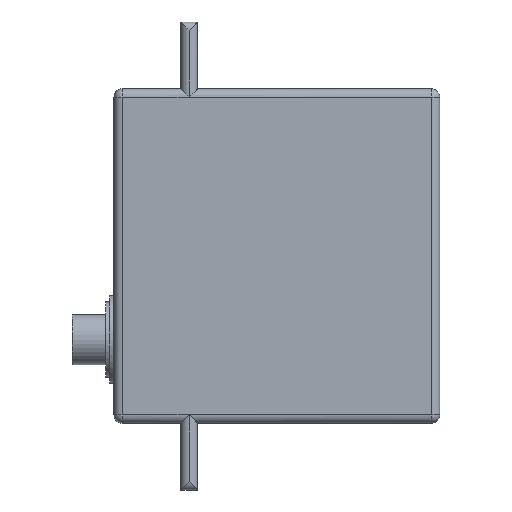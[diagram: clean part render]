
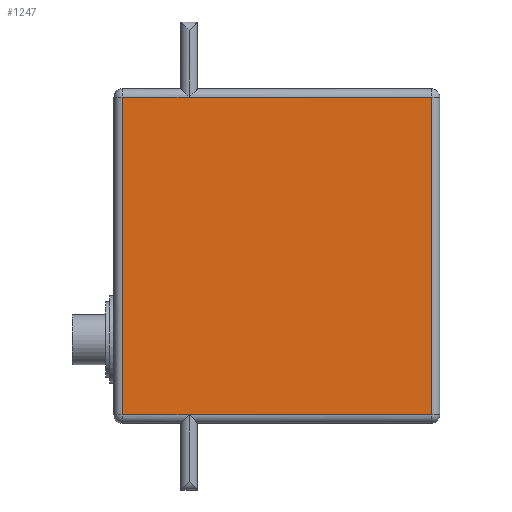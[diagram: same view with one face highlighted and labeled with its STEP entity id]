
A CAD part, left-side view. The second image highlights one B-rep face of the part: STEP entity #1247.
In plain terms, the highlighted planar face has unit normal (-1, 0, 0).
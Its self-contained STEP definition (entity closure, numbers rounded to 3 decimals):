
#32 = VERTEX_POINT ( 'NONE', #1287 ) ;
#137 = VERTEX_POINT ( 'NONE', #643 ) ;
#177 = EDGE_CURVE ( 'NONE', #1724, #4214, #3459, .T. ) ;
#283 = LINE ( 'NONE', #3358, #2999 ) ;
#287 = CARTESIAN_POINT ( 'NONE',  ( 0., 11.5, -19. ) ) ;
#303 = VECTOR ( 'NONE', #1720, 1000. ) ;
#358 = DIRECTION ( 'NONE',  ( 0., 1., 0. ) ) ;
#435 = DIRECTION ( 'NONE',  ( -1., 0., 0. ) ) ;
#461 = DIRECTION ( 'NONE',  ( 0., -1., 0. ) ) ;
#488 = EDGE_CURVE ( 'NONE', #32, #2323, #3310, .T. ) ;
#643 = CARTESIAN_POINT ( 'NONE',  ( 0., 10.5, -19. ) ) ;
#1009 = EDGE_CURVE ( 'NONE', #2323, #1724, #4319, .T. ) ;
#1056 = ORIENTED_EDGE ( 'NONE', *, *, #177, .T. ) ;
#1247 = ADVANCED_FACE ( 'NONE', ( #3532 ), #3509, .T. ) ;
#1280 = DIRECTION ( 'NONE',  ( 0., 1., 0. ) ) ;
#1287 = CARTESIAN_POINT ( 'NONE',  ( 0., -18.5, 19. ) ) ;
#1409 = ORIENTED_EDGE ( 'NONE', *, *, #488, .T. ) ;
#1525 = VECTOR ( 'NONE', #1280, 1000. ) ;
#1669 = ORIENTED_EDGE ( 'NONE', *, *, #3239, .T. ) ;
#1686 = DIRECTION ( 'NONE',  ( 0., 0., 1. ) ) ;
#1713 = CARTESIAN_POINT ( 'NONE',  ( 0., 18.5, -19. ) ) ;
#1720 = DIRECTION ( 'NONE',  ( 0., 0., -1. ) ) ;
#1724 = VERTEX_POINT ( 'NONE', #2627 ) ;
#1816 = ORIENTED_EDGE ( 'NONE', *, *, #4136, .T. ) ;
#2073 = AXIS2_PLACEMENT_3D ( 'NONE', #3091, #435, #3445 ) ;
#2081 = CARTESIAN_POINT ( 'NONE',  ( 0., 10.5, 19. ) ) ;
#2122 = CARTESIAN_POINT ( 'NONE',  ( 0., -19.5, -19. ) ) ;
#2312 = CARTESIAN_POINT ( 'NONE',  ( 0., 19.5, 19. ) ) ;
#2323 = VERTEX_POINT ( 'NONE', #2081 ) ;
#2346 = DIRECTION ( 'NONE',  ( 0., -1., 0. ) ) ;
#2595 = EDGE_CURVE ( 'NONE', #3393, #32, #283, .T. ) ;
#2627 = CARTESIAN_POINT ( 'NONE',  ( 0., 18.5, 19. ) ) ;
#2787 = LINE ( 'NONE', #2122, #3352 ) ;
#2999 = VECTOR ( 'NONE', #1686, 1000. ) ;
#3067 = CARTESIAN_POINT ( 'NONE',  ( 0., 9.5, 19. ) ) ;
#3091 = CARTESIAN_POINT ( 'NONE',  ( 0., 0., 0. ) ) ;
#3189 = ORIENTED_EDGE ( 'NONE', *, *, #1009, .T. ) ;
#3239 = EDGE_CURVE ( 'NONE', #137, #3393, #2787, .T. ) ;
#3302 = LINE ( 'NONE', #287, #3575 ) ;
#3310 = LINE ( 'NONE', #3067, #1525 ) ;
#3352 = VECTOR ( 'NONE', #461, 1000. ) ;
#3358 = CARTESIAN_POINT ( 'NONE',  ( 0., -18.5, 20. ) ) ;
#3393 = VERTEX_POINT ( 'NONE', #3937 ) ;
#3445 = DIRECTION ( 'NONE',  ( 0., 0., 1. ) ) ;
#3459 = LINE ( 'NONE', #3766, #303 ) ;
#3509 = PLANE ( 'NONE',  #2073 ) ;
#3532 = FACE_OUTER_BOUND ( 'NONE', #4113, .T. ) ;
#3575 = VECTOR ( 'NONE', #2346, 1000. ) ;
#3766 = CARTESIAN_POINT ( 'NONE',  ( 0., 18.5, -20. ) ) ;
#3937 = CARTESIAN_POINT ( 'NONE',  ( 0., -18.5, -19. ) ) ;
#4113 = EDGE_LOOP ( 'NONE', ( #4275, #1409, #3189, #1056, #1816, #1669 ) ) ;
#4136 = EDGE_CURVE ( 'NONE', #4214, #137, #3302, .T. ) ;
#4214 = VERTEX_POINT ( 'NONE', #1713 ) ;
#4275 = ORIENTED_EDGE ( 'NONE', *, *, #2595, .T. ) ;
#4319 = LINE ( 'NONE', #2312, #4324 ) ;
#4324 = VECTOR ( 'NONE', #358, 1000. ) ;
